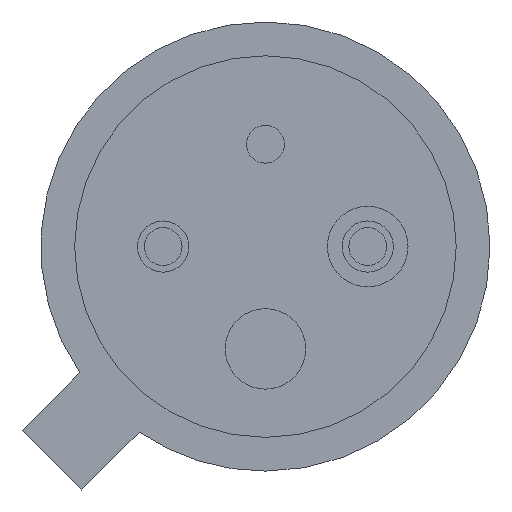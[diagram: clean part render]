
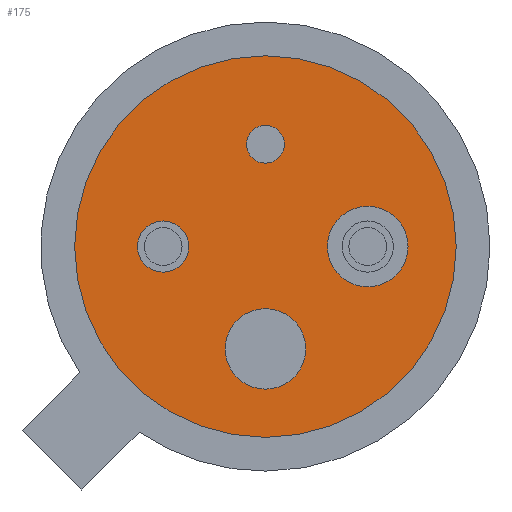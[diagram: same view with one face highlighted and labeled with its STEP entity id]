
A CAD part, front view. The second image highlights one B-rep face of the part: STEP entity #175.
In plain terms, the highlighted planar face has unit normal (0, -1, 0).
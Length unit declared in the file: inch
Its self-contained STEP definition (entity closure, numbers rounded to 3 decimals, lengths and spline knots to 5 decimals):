
#11 = VERTEX_POINT ( 'NONE', #789 ) ;
#27 = EDGE_CURVE ( 'NONE', #208, #324, #724, .T. ) ;
#30 = VERTEX_POINT ( 'NONE', #110 ) ;
#34 = DIRECTION ( 'NONE',  ( 0., 1., 0. ) ) ;
#43 = PLANE ( 'NONE',  #694 ) ;
#47 = DIRECTION ( 'NONE',  ( 0., 1., 0. ) ) ;
#58 = DIRECTION ( 'NONE',  ( 0., 0., 1. ) ) ;
#81 = ORIENTED_EDGE ( 'NONE', *, *, #1459, .T. ) ;
#87 = EDGE_CURVE ( 'NONE', #671, #30, #100, .T. ) ;
#89 = DIRECTION ( 'NONE',  ( 0., -1., 0. ) ) ;
#100 = CIRCLE ( 'NONE', #645, 0.01969 ) ;
#110 = CARTESIAN_POINT ( 'NONE',  ( 0.05, 0., 0.01969 ) ) ;
#136 = EDGE_CURVE ( 'NONE', #324, #208, #754, .T. ) ;
#164 = EDGE_CURVE ( 'NONE', #30, #671, #450, .T. ) ;
#170 = FACE_BOUND ( 'NONE', #972, .T. ) ;
#175 = ADVANCED_FACE ( 'NONE', ( #170, #788, #1225, #737 ), #43, .F. ) ;
#190 = EDGE_LOOP ( 'NONE', ( #780, #1031 ) ) ;
#208 = VERTEX_POINT ( 'NONE', #255 ) ;
#243 = DIRECTION ( 'NONE',  ( 0., 0., -1. ) ) ;
#248 = ORIENTED_EDGE ( 'NONE', *, *, #698, .T. ) ;
#255 = CARTESIAN_POINT ( 'NONE',  ( 0., 0., 0.09325 ) ) ;
#271 = CARTESIAN_POINT ( 'NONE',  ( 0., 0., 0. ) ) ;
#288 = CARTESIAN_POINT ( 'NONE',  ( 0., 0., -0.05 ) ) ;
#324 = VERTEX_POINT ( 'NONE', #1079 ) ;
#335 = CIRCLE ( 'NONE', #817, 0.01969 ) ;
#361 = CARTESIAN_POINT ( 'NONE',  ( -0.05, 0., 0. ) ) ;
#363 = AXIS2_PLACEMENT_3D ( 'NONE', #361, #1152, #473 ) ;
#387 = DIRECTION ( 'NONE',  ( 0., 0., 1. ) ) ;
#428 = AXIS2_PLACEMENT_3D ( 'NONE', #1069, #1277, #825 ) ;
#450 = CIRCLE ( 'NONE', #428, 0.01969 ) ;
#456 = CARTESIAN_POINT ( 'NONE',  ( 0., 0., 0. ) ) ;
#470 = CARTESIAN_POINT ( 'NONE',  ( 0.05, 0., -0.01969 ) ) ;
#473 = DIRECTION ( 'NONE',  ( 0., 0., 1. ) ) ;
#481 = AXIS2_PLACEMENT_3D ( 'NONE', #1416, #34, #387 ) ;
#497 = AXIS2_PLACEMENT_3D ( 'NONE', #815, #47, #58 ) ;
#535 = EDGE_CURVE ( 'NONE', #11, #1082, #335, .T. ) ;
#567 = DIRECTION ( 'NONE',  ( 0., 0., 1. ) ) ;
#569 = VERTEX_POINT ( 'NONE', #748 ) ;
#577 = DIRECTION ( 'NONE',  ( 0., 0., -1. ) ) ;
#586 = ORIENTED_EDGE ( 'NONE', *, *, #27, .F. ) ;
#589 = CARTESIAN_POINT ( 'NONE',  ( 0., 0., -0.06969 ) ) ;
#632 = AXIS2_PLACEMENT_3D ( 'NONE', #456, #679, #567 ) ;
#645 = AXIS2_PLACEMENT_3D ( 'NONE', #912, #1027, #577 ) ;
#671 = VERTEX_POINT ( 'NONE', #470 ) ;
#679 = DIRECTION ( 'NONE',  ( 0., 1., 0. ) ) ;
#691 = EDGE_CURVE ( 'NONE', #1082, #11, #1188, .T. ) ;
#694 = AXIS2_PLACEMENT_3D ( 'NONE', #271, #723, #716 ) ;
#698 = EDGE_CURVE ( 'NONE', #569, #1081, #1287, .T. ) ;
#716 = DIRECTION ( 'NONE',  ( 0., 0., 1. ) ) ;
#723 = DIRECTION ( 'NONE',  ( 0., 1., 0. ) ) ;
#724 = CIRCLE ( 'NONE', #632, 0.09325 ) ;
#737 = FACE_OUTER_BOUND ( 'NONE', #1400, .T. ) ;
#748 = CARTESIAN_POINT ( 'NONE',  ( -0.05, 0., 0.0125 ) ) ;
#750 = CIRCLE ( 'NONE', #481, 0.0125 ) ;
#754 = CIRCLE ( 'NONE', #497, 0.09325 ) ;
#780 = ORIENTED_EDGE ( 'NONE', *, *, #87, .F. ) ;
#788 = FACE_BOUND ( 'NONE', #190, .T. ) ;
#789 = CARTESIAN_POINT ( 'NONE',  ( 0., 0., -0.03031 ) ) ;
#815 = CARTESIAN_POINT ( 'NONE',  ( 0., 0., 0. ) ) ;
#817 = AXIS2_PLACEMENT_3D ( 'NONE', #288, #89, #1208 ) ;
#825 = DIRECTION ( 'NONE',  ( 0., 0., -1. ) ) ;
#912 = CARTESIAN_POINT ( 'NONE',  ( 0.05, 0., 0. ) ) ;
#960 = CARTESIAN_POINT ( 'NONE',  ( -0.05, 0., -0.0125 ) ) ;
#972 = EDGE_LOOP ( 'NONE', ( #1259, #973 ) ) ;
#973 = ORIENTED_EDGE ( 'NONE', *, *, #535, .F. ) ;
#990 = AXIS2_PLACEMENT_3D ( 'NONE', #1168, #1392, #243 ) ;
#1027 = DIRECTION ( 'NONE',  ( 0., -1., 0. ) ) ;
#1031 = ORIENTED_EDGE ( 'NONE', *, *, #164, .F. ) ;
#1069 = CARTESIAN_POINT ( 'NONE',  ( 0.05, 0., 0. ) ) ;
#1079 = CARTESIAN_POINT ( 'NONE',  ( 0., 0., -0.09325 ) ) ;
#1081 = VERTEX_POINT ( 'NONE', #960 ) ;
#1082 = VERTEX_POINT ( 'NONE', #589 ) ;
#1152 = DIRECTION ( 'NONE',  ( 0., 1., 0. ) ) ;
#1157 = ORIENTED_EDGE ( 'NONE', *, *, #136, .F. ) ;
#1168 = CARTESIAN_POINT ( 'NONE',  ( 0., 0., -0.05 ) ) ;
#1188 = CIRCLE ( 'NONE', #990, 0.01969 ) ;
#1208 = DIRECTION ( 'NONE',  ( 0., 0., -1. ) ) ;
#1225 = FACE_BOUND ( 'NONE', #1338, .T. ) ;
#1259 = ORIENTED_EDGE ( 'NONE', *, *, #691, .F. ) ;
#1277 = DIRECTION ( 'NONE',  ( 0., -1., 0. ) ) ;
#1287 = CIRCLE ( 'NONE', #363, 0.0125 ) ;
#1338 = EDGE_LOOP ( 'NONE', ( #81, #248 ) ) ;
#1392 = DIRECTION ( 'NONE',  ( 0., -1., 0. ) ) ;
#1400 = EDGE_LOOP ( 'NONE', ( #1157, #586 ) ) ;
#1416 = CARTESIAN_POINT ( 'NONE',  ( -0.05, 0., 0. ) ) ;
#1459 = EDGE_CURVE ( 'NONE', #1081, #569, #750, .T. ) ;
